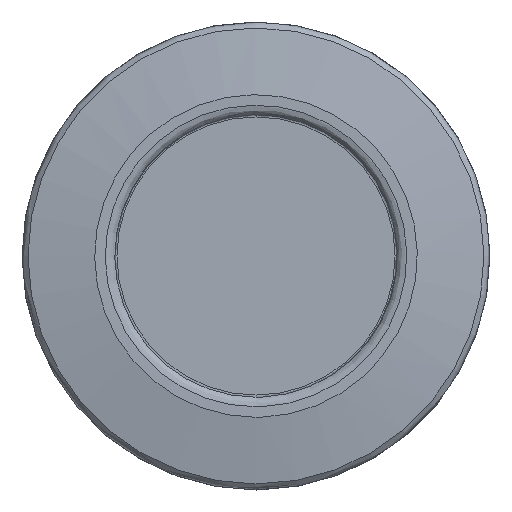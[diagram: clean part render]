
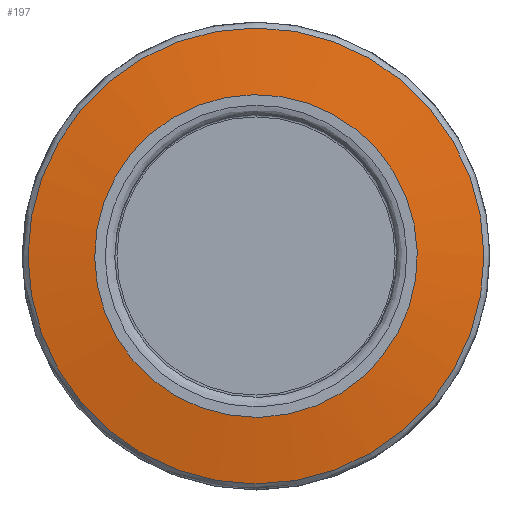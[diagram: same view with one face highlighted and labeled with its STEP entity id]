
A CAD part, left-side view. The second image highlights one B-rep face of the part: STEP entity #197.
In plain terms, the highlighted face is a revolution surface.
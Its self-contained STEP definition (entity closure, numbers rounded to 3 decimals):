
#38=SURFACE_OF_REVOLUTION('',#62,#50);
#50=AXIS1_PLACEMENT('',#718,#608);
#62=LINE('',#717,#70);
#70=VECTOR('',#607,6.079);
#151=FACE_BOUND('',#256,.T.);
#152=FACE_BOUND('',#257,.T.);
#197=ADVANCED_FACE('',(#151,#152),#38,.T.);
#256=EDGE_LOOP('',(#322));
#257=EDGE_LOOP('',(#323));
#322=ORIENTED_EDGE('',*,*,#400,.F.);
#323=ORIENTED_EDGE('',*,*,#401,.T.);
#367=VERTEX_POINT('',#714);
#368=VERTEX_POINT('',#716);
#400=EDGE_CURVE('',#367,#367,#433,.T.);
#401=EDGE_CURVE('',#368,#368,#434,.T.);
#433=CIRCLE('',#501,20.492);
#434=CIRCLE('',#502,14.5);
#501=AXIS2_PLACEMENT_3D('',#713,#603,#604);
#502=AXIS2_PLACEMENT_3D('',#715,#605,#606);
#603=DIRECTION('',(1.,0.,0.));
#604=DIRECTION('',(0.,0.,-1.));
#605=DIRECTION('',(1.,0.,0.));
#606=DIRECTION('',(0.,0.,-1.));
#607=DIRECTION('',(0.156,-0.256,-0.954));
#608=DIRECTION('',(1.,0.,0.));
#713=CARTESIAN_POINT('',(1.25,0.,0.));
#714=CARTESIAN_POINT('',(1.25,0.,-20.492));
#715=CARTESIAN_POINT('',(0.3,0.,0.));
#716=CARTESIAN_POINT('',(0.3,0.,-14.5));
#717=CARTESIAN_POINT('',(0.3,-4.819,-13.676));
#718=CARTESIAN_POINT('',(0.889,0.,0.));
